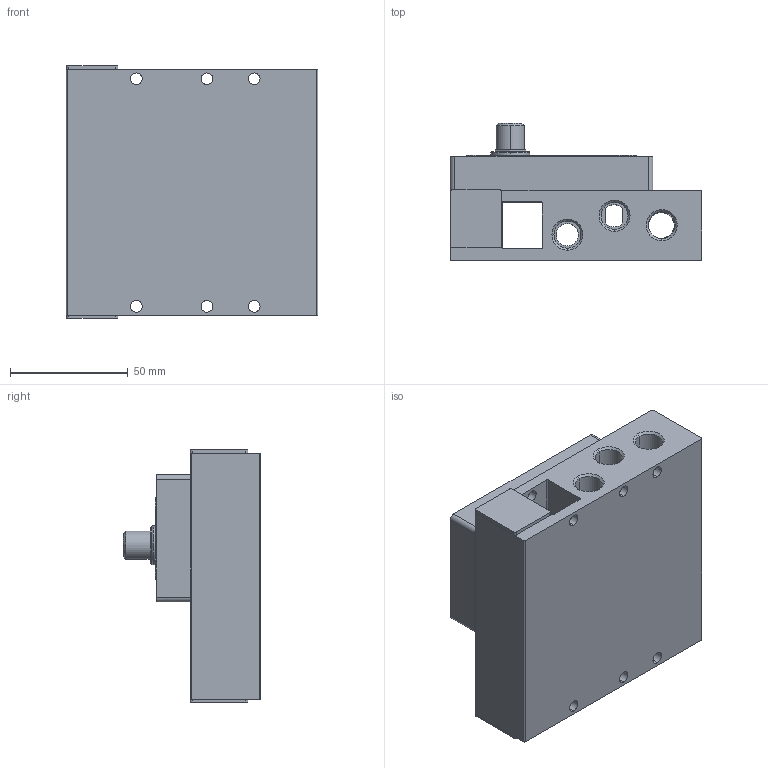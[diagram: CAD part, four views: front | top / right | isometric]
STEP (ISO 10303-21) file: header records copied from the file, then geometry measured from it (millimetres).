
FILE_DESCRIPTION (( 'STEP AP203' ), '1' );
FILE_NAME ('ES2VM-2F-06LK16.STEP', '2022-08-02T06:47:07', ( '' ), ( '' ), 'SwSTEP 2.0', 'SolidWorks 2022', '' );
FILE_SCHEMA (( 'CONFIG_CONTROL_DESIGN' ));
Length unit declared in the file: millimetre
Products named in the file (1): ES2VM-2F-06LK16
Bounding box: 106.7 x 58.4 x 107 mm (x, y, z)
Volume: 336633.1 mm3; surface area: 60206.4 mm2
Topology: 1 solids, 1 shells, 217 faces, 512 edges, 326 vertices
Faces by surface type: cylinder 100, plane 69, cone 36, bspline 12
Entity records: 6559 total; most frequent: CARTESIAN_POINT 1272, DIRECTION 1176, ORIENTED_EDGE 1024, EDGE_CURVE 512, AXIS2_PLACEMENT_3D 470, VERTEX_POINT 326, EDGE_LOOP 270, CIRCLE 264
